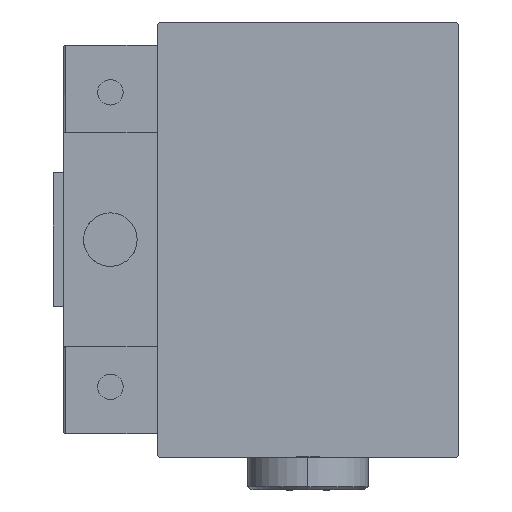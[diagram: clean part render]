
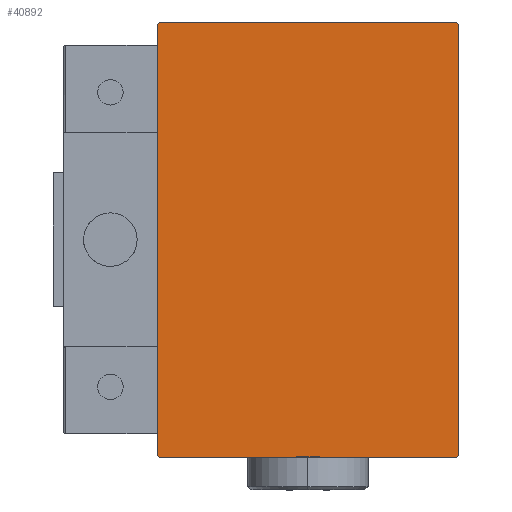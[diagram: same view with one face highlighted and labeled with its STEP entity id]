
A CAD part, left-side view. The second image highlights one B-rep face of the part: STEP entity #40892.
In plain terms, the highlighted face is planar.
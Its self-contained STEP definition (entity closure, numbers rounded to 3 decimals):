
#709 = CARTESIAN_POINT ( 'NONE',  ( 70., -27.35, -27.35 ) ) ;
#2125 = DIRECTION ( 'NONE',  ( 0., 1., 0. ) ) ;
#2210 = CARTESIAN_POINT ( 'NONE',  ( 70., 22.5, 32.2 ) ) ;
#2262 = VERTEX_POINT ( 'NONE', #24642 ) ;
#3442 = DIRECTION ( 'NONE',  ( 0., -1., 0. ) ) ;
#6728 = ORIENTED_EDGE ( 'NONE', *, *, #51462, .T. ) ;
#7446 = CARTESIAN_POINT ( 'NONE',  ( 70., 22.5, 32.5 ) ) ;
#8114 = ORIENTED_EDGE ( 'NONE', *, *, #13521, .T. ) ;
#9250 = DIRECTION ( 'NONE',  ( 0., 0., -1. ) ) ;
#9882 = CARTESIAN_POINT ( 'NONE',  ( 70., -22.2, -32.5 ) ) ;
#10512 = EDGE_CURVE ( 'NONE', #51973, #51911, #43746, .T. ) ;
#10976 = LINE ( 'NONE', #11773, #18400 ) ;
#11773 = CARTESIAN_POINT ( 'NONE',  ( 70., -27.35, 27.35 ) ) ;
#11952 = PLANE ( 'NONE',  #24813 ) ;
#12346 = VERTEX_POINT ( 'NONE', #50926 ) ;
#12712 = VERTEX_POINT ( 'NONE', #30345 ) ;
#13521 = EDGE_CURVE ( 'NONE', #50910, #12712, #10976, .T. ) ;
#14242 = ORIENTED_EDGE ( 'NONE', *, *, #10512, .T. ) ;
#15716 = VECTOR ( 'NONE', #25276, 1000. ) ;
#15776 = LINE ( 'NONE', #27528, #44116 ) ;
#17282 = CARTESIAN_POINT ( 'NONE',  ( 70., 22.5, -32.2 ) ) ;
#17843 = CARTESIAN_POINT ( 'NONE',  ( 70., 27.35, 27.35 ) ) ;
#18077 = VECTOR ( 'NONE', #34651, 1000. ) ;
#18400 = VECTOR ( 'NONE', #40069, 1000. ) ;
#19125 = VERTEX_POINT ( 'NONE', #2210 ) ;
#19194 = CARTESIAN_POINT ( 'NONE',  ( 70., 0., 0. ) ) ;
#19488 = LINE ( 'NONE', #7446, #26260 ) ;
#19979 = DIRECTION ( 'NONE',  ( 1., 0., 0. ) ) ;
#22217 = EDGE_CURVE ( 'NONE', #12712, #2262, #29559, .T. ) ;
#23159 = VERTEX_POINT ( 'NONE', #17282 ) ;
#24642 = CARTESIAN_POINT ( 'NONE',  ( 70., -22.5, -32.2 ) ) ;
#24813 = AXIS2_PLACEMENT_3D ( 'NONE', #19194, #19979, #44243 ) ;
#25276 = DIRECTION ( 'NONE',  ( 0., 0.707, -0.707 ) ) ;
#26260 = VECTOR ( 'NONE', #3442, 1000. ) ;
#27528 = CARTESIAN_POINT ( 'NONE',  ( 70., 22.5, -32.5 ) ) ;
#29036 = CARTESIAN_POINT ( 'NONE',  ( 70., -22.5, 32.5 ) ) ;
#29559 = LINE ( 'NONE', #29036, #38831 ) ;
#30345 = CARTESIAN_POINT ( 'NONE',  ( 70., -22.5, 32.2 ) ) ;
#30496 = EDGE_CURVE ( 'NONE', #23159, #19125, #15776, .T. ) ;
#31007 = ORIENTED_EDGE ( 'NONE', *, *, #42371, .T. ) ;
#31455 = FACE_OUTER_BOUND ( 'NONE', #50364, .T. ) ;
#31812 = EDGE_CURVE ( 'NONE', #12346, #50910, #19488, .T. ) ;
#32790 = LINE ( 'NONE', #33303, #48638 ) ;
#32886 = VECTOR ( 'NONE', #2125, 1000. ) ;
#33082 = ORIENTED_EDGE ( 'NONE', *, *, #30496, .T. ) ;
#33140 = CARTESIAN_POINT ( 'NONE',  ( 70., 22.2, -32.5 ) ) ;
#33303 = CARTESIAN_POINT ( 'NONE',  ( 70., 27.35, -27.35 ) ) ;
#34651 = DIRECTION ( 'NONE',  ( 0., -0.707, 0.707 ) ) ;
#37749 = EDGE_CURVE ( 'NONE', #51911, #23159, #32790, .T. ) ;
#38702 = CARTESIAN_POINT ( 'NONE',  ( 70., -22.5, -32.5 ) ) ;
#38831 = VECTOR ( 'NONE', #9250, 1000. ) ;
#39233 = ORIENTED_EDGE ( 'NONE', *, *, #31812, .T. ) ;
#40069 = DIRECTION ( 'NONE',  ( 0., -0.707, -0.707 ) ) ;
#40892 = ADVANCED_FACE ( 'NONE', ( #31455 ), #11952, .T. ) ;
#41577 = DIRECTION ( 'NONE',  ( 0., 0.707, 0.707 ) ) ;
#42371 = EDGE_CURVE ( 'NONE', #19125, #12346, #50363, .T. ) ;
#43528 = DIRECTION ( 'NONE',  ( 0., 0., 1. ) ) ;
#43746 = LINE ( 'NONE', #38702, #32886 ) ;
#44116 = VECTOR ( 'NONE', #43528, 1000. ) ;
#44180 = ORIENTED_EDGE ( 'NONE', *, *, #22217, .T. ) ;
#44243 = DIRECTION ( 'NONE',  ( 0., 0., -1. ) ) ;
#44734 = LINE ( 'NONE', #709, #15716 ) ;
#45637 = CARTESIAN_POINT ( 'NONE',  ( 70., -22.2, 32.5 ) ) ;
#48638 = VECTOR ( 'NONE', #41577, 1000. ) ;
#48941 = ORIENTED_EDGE ( 'NONE', *, *, #37749, .T. ) ;
#50363 = LINE ( 'NONE', #17843, #18077 ) ;
#50364 = EDGE_LOOP ( 'NONE', ( #14242, #48941, #33082, #31007, #39233, #8114, #44180, #6728 ) ) ;
#50910 = VERTEX_POINT ( 'NONE', #45637 ) ;
#50926 = CARTESIAN_POINT ( 'NONE',  ( 70., 22.2, 32.5 ) ) ;
#51462 = EDGE_CURVE ( 'NONE', #2262, #51973, #44734, .T. ) ;
#51911 = VERTEX_POINT ( 'NONE', #33140 ) ;
#51973 = VERTEX_POINT ( 'NONE', #9882 ) ;
